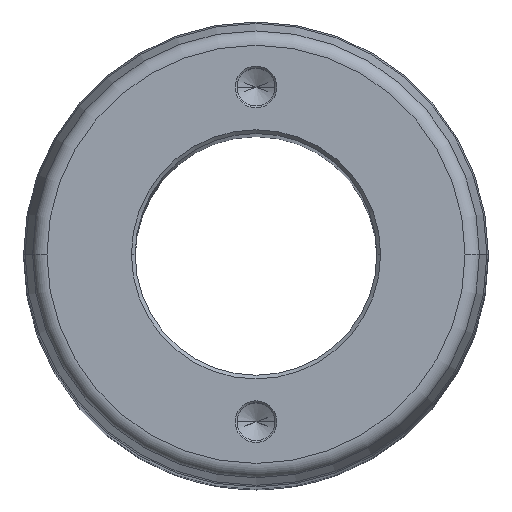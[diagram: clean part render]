
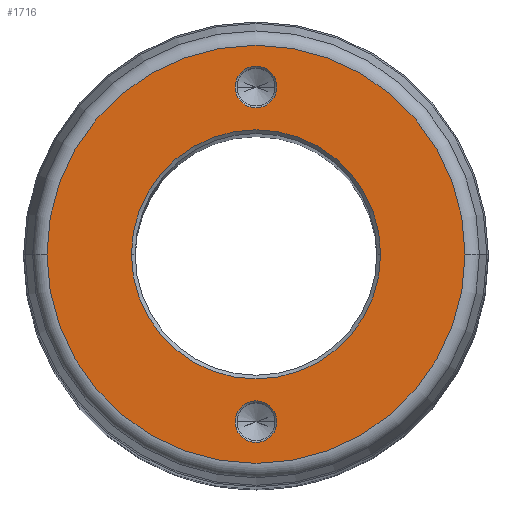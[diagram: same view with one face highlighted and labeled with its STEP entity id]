
A CAD part, top view. The second image highlights one B-rep face of the part: STEP entity #1716.
In plain terms, the highlighted planar face has unit normal (0, 0, 1).
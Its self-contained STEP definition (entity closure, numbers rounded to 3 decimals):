
#11 = CARTESIAN_POINT ( 'NONE',  ( 5.6, -45., 500. ) ) ;
#13 = CARTESIAN_POINT ( 'NONE',  ( -5.6, 45., 500. ) ) ;
#113 = CARTESIAN_POINT ( 'NONE',  ( 33.5, 0., 500. ) ) ;
#126 = EDGE_LOOP ( 'NONE', ( #1378, #1241 ) ) ;
#151 = CIRCLE ( 'NONE', #3524, 5.6 ) ;
#212 = VERTEX_POINT ( 'NONE', #11 ) ;
#266 = DIRECTION ( 'NONE',  ( 0., 0., -1. ) ) ;
#280 = FACE_OUTER_BOUND ( 'NONE', #614, .T. ) ;
#306 = CIRCLE ( 'NONE', #868, 33.5 ) ;
#452 = DIRECTION ( 'NONE',  ( 0., 0., -1. ) ) ;
#471 = VERTEX_POINT ( 'NONE', #2398 ) ;
#477 = EDGE_CURVE ( 'NONE', #3119, #2890, #306, .T. ) ;
#497 = AXIS2_PLACEMENT_3D ( 'NONE', #2029, #1487, #1473 ) ;
#542 = DIRECTION ( 'NONE',  ( 0., 0., 1. ) ) ;
#551 = DIRECTION ( 'NONE',  ( 1., 0., 0. ) ) ;
#552 = DIRECTION ( 'NONE',  ( 1., 0., 0. ) ) ;
#613 = CARTESIAN_POINT ( 'NONE',  ( 56.215, 0., 500. ) ) ;
#614 = EDGE_LOOP ( 'NONE', ( #2798, #831 ) ) ;
#686 = EDGE_CURVE ( 'NONE', #2890, #3119, #1592, .T. ) ;
#734 = FACE_BOUND ( 'NONE', #126, .T. ) ;
#737 = CARTESIAN_POINT ( 'NONE',  ( 5.6, 45., 500. ) ) ;
#788 = CARTESIAN_POINT ( 'NONE',  ( 0., 0., 500. ) ) ;
#831 = ORIENTED_EDGE ( 'NONE', *, *, #3449, .T. ) ;
#840 = CARTESIAN_POINT ( 'NONE',  ( -33.5, 0., 500. ) ) ;
#868 = AXIS2_PLACEMENT_3D ( 'NONE', #3330, #2186, #1020 ) ;
#961 = CARTESIAN_POINT ( 'NONE',  ( 0., 45., 500. ) ) ;
#1001 = CIRCLE ( 'NONE', #2088, 5.6 ) ;
#1020 = DIRECTION ( 'NONE',  ( 1., 0., 0. ) ) ;
#1076 = CARTESIAN_POINT ( 'NONE',  ( 0., 0., 500. ) ) ;
#1130 = CIRCLE ( 'NONE', #1669, 56.215 ) ;
#1232 = DIRECTION ( 'NONE',  ( 1., 0., 0. ) ) ;
#1241 = ORIENTED_EDGE ( 'NONE', *, *, #3500, .T. ) ;
#1378 = ORIENTED_EDGE ( 'NONE', *, *, #2464, .T. ) ;
#1473 = DIRECTION ( 'NONE',  ( 1., 0., 0. ) ) ;
#1487 = DIRECTION ( 'NONE',  ( 0., 0., 1. ) ) ;
#1494 = EDGE_CURVE ( 'NONE', #3260, #3124, #2698, .T. ) ;
#1592 = CIRCLE ( 'NONE', #2335, 33.5 ) ;
#1648 = DIRECTION ( 'NONE',  ( 0., 0., -1. ) ) ;
#1662 = EDGE_CURVE ( 'NONE', #1903, #3706, #3652, .T. ) ;
#1669 = AXIS2_PLACEMENT_3D ( 'NONE', #3390, #542, #3108 ) ;
#1673 = EDGE_LOOP ( 'NONE', ( #2661, #3541 ) ) ;
#1716 = ADVANCED_FACE ( 'NONE', ( #734, #1787, #3423, #280 ), #3534, .T. ) ;
#1787 = FACE_BOUND ( 'NONE', #1673, .T. ) ;
#1809 = DIRECTION ( 'NONE',  ( 1., 0., 0. ) ) ;
#1903 = VERTEX_POINT ( 'NONE', #737 ) ;
#2029 = CARTESIAN_POINT ( 'NONE',  ( 0., 0., 500. ) ) ;
#2088 = AXIS2_PLACEMENT_3D ( 'NONE', #3703, #1648, #552 ) ;
#2186 = DIRECTION ( 'NONE',  ( 0., 0., -1. ) ) ;
#2210 = DIRECTION ( 'NONE',  ( 0., 0., 1. ) ) ;
#2238 = DIRECTION ( 'NONE',  ( 0., 0., -1. ) ) ;
#2250 = CARTESIAN_POINT ( 'NONE',  ( 0., -45., 500. ) ) ;
#2275 = DIRECTION ( 'NONE',  ( 1., 0., 0. ) ) ;
#2335 = AXIS2_PLACEMENT_3D ( 'NONE', #1076, #2238, #2275 ) ;
#2339 = AXIS2_PLACEMENT_3D ( 'NONE', #961, #2346, #1232 ) ;
#2346 = DIRECTION ( 'NONE',  ( 0., 0., -1. ) ) ;
#2398 = CARTESIAN_POINT ( 'NONE',  ( -5.6, -45., 500. ) ) ;
#2402 = ORIENTED_EDGE ( 'NONE', *, *, #686, .T. ) ;
#2432 = CIRCLE ( 'NONE', #2555, 5.6 ) ;
#2464 = EDGE_CURVE ( 'NONE', #212, #471, #1001, .T. ) ;
#2468 = AXIS2_PLACEMENT_3D ( 'NONE', #788, #2210, #3121 ) ;
#2555 = AXIS2_PLACEMENT_3D ( 'NONE', #2250, #266, #551 ) ;
#2661 = ORIENTED_EDGE ( 'NONE', *, *, #1662, .T. ) ;
#2672 = CARTESIAN_POINT ( 'NONE',  ( 0., 45., 500. ) ) ;
#2698 = CIRCLE ( 'NONE', #2468, 56.215 ) ;
#2798 = ORIENTED_EDGE ( 'NONE', *, *, #1494, .T. ) ;
#2890 = VERTEX_POINT ( 'NONE', #840 ) ;
#2919 = EDGE_CURVE ( 'NONE', #3706, #1903, #151, .T. ) ;
#3076 = ORIENTED_EDGE ( 'NONE', *, *, #477, .T. ) ;
#3108 = DIRECTION ( 'NONE',  ( 1., 0., 0. ) ) ;
#3119 = VERTEX_POINT ( 'NONE', #113 ) ;
#3121 = DIRECTION ( 'NONE',  ( 1., 0., 0. ) ) ;
#3124 = VERTEX_POINT ( 'NONE', #3582 ) ;
#3260 = VERTEX_POINT ( 'NONE', #613 ) ;
#3330 = CARTESIAN_POINT ( 'NONE',  ( 0., 0., 500. ) ) ;
#3390 = CARTESIAN_POINT ( 'NONE',  ( 0., 0., 500. ) ) ;
#3423 = FACE_BOUND ( 'NONE', #3660, .T. ) ;
#3449 = EDGE_CURVE ( 'NONE', #3124, #3260, #1130, .T. ) ;
#3500 = EDGE_CURVE ( 'NONE', #471, #212, #2432, .T. ) ;
#3524 = AXIS2_PLACEMENT_3D ( 'NONE', #2672, #452, #1809 ) ;
#3534 = PLANE ( 'NONE',  #497 ) ;
#3541 = ORIENTED_EDGE ( 'NONE', *, *, #2919, .T. ) ;
#3582 = CARTESIAN_POINT ( 'NONE',  ( -56.215, 0., 500. ) ) ;
#3652 = CIRCLE ( 'NONE', #2339, 5.6 ) ;
#3660 = EDGE_LOOP ( 'NONE', ( #3076, #2402 ) ) ;
#3703 = CARTESIAN_POINT ( 'NONE',  ( 0., -45., 500. ) ) ;
#3706 = VERTEX_POINT ( 'NONE', #13 ) ;
